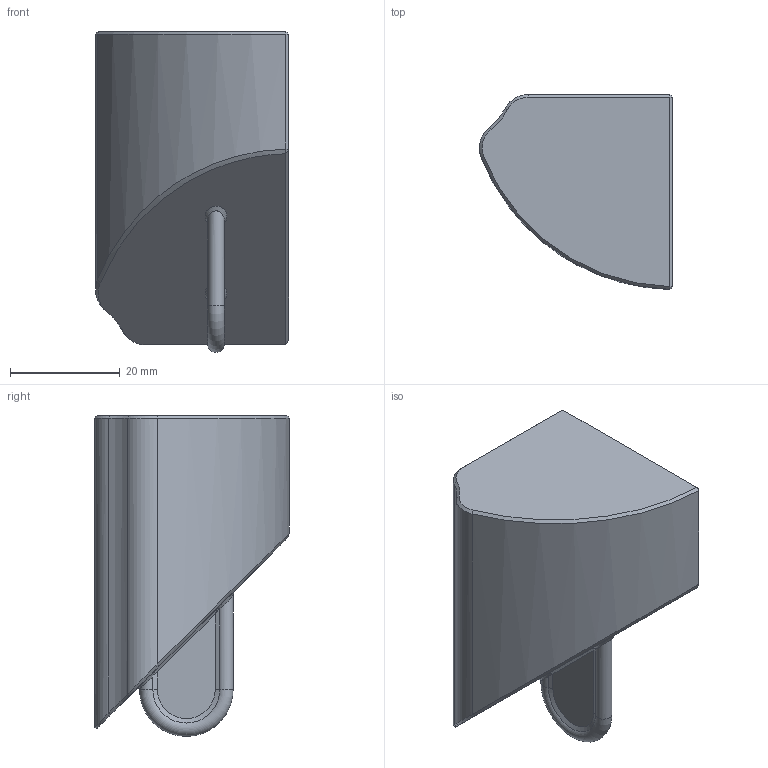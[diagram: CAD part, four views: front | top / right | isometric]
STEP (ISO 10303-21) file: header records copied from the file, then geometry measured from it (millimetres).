
FILE_DESCRIPTION(/* description */ (''),/* implementation_level */ '2;1');
FILE_NAME(/* name */ 'Right Drawer.step',/* time_stamp */ '2020-06-17T17:50:10-04:00',/* author */ (''),/* organization */ (''),/* preprocessor_version */ 'ST-DEVELOPER v18.1',/* originating_system */ 'Autodesk Translation Framework v9.3.0.1241',/* authorisation */ '');
FILE_SCHEMA (('AUTOMOTIVE_DESIGN { 1 0 10303 214 3 1 1 }'));
Length unit declared in the file: millimetre
Products named in the file (1): Right Drawer
Bounding box: 35.23 x 35.57 x 58.54 mm (x, y, z)
Volume: 10098.8 mm3; surface area: 12522.8 mm2
Topology: 1 solids, 1 shells, 88 faces, 184 edges, 100 vertices
Faces by surface type: plane 50, bspline 16, cone 11, cylinder 10, torus 1
Entity records: 2665 total; most frequent: CARTESIAN_POINT 913, ORIENTED_EDGE 368, DIRECTION 312, EDGE_CURVE 184, LINE 118, VECTOR 118, VERTEX_POINT 100, AXIS2_PLACEMENT_3D 97
